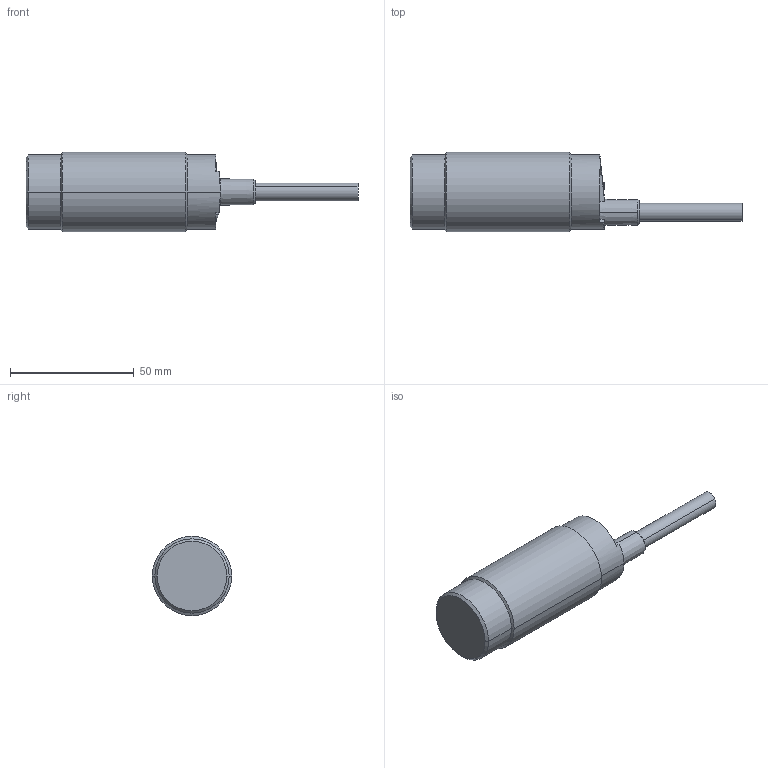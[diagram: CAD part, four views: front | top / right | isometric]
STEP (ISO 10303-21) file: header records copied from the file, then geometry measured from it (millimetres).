
FILE_DESCRIPTION(('Creo Elements/Direct Modeling STEP Export'),'2;1');
FILE_NAME('CA32CLN25BP.stp','2017-06-21T11:58:43',('Palle Edslev '),('EDSLEV A/S'),'Creo Elements/Direct Modeling STEP processor for AP214 (Solid Model)','Creo Elements/Direct Modeling 18.1H 24-Oct-2015 (C) Parametric Technology GmbH','');
FILE_SCHEMA(('AUTOMOTIVE_DESIGN { 1 0 10303 214 1 1 1 1 }'));
Length unit declared in the file: millimetre
Products named in the file (2): CA32CLN25BP
Assembly tree (1 placements, depth 2):
  CA32CLN25BP
    CA32CLN25BP
Bounding box: 134 x 32 x 32 mm (x, y, z)
Volume: 62060.5 mm3; surface area: 11278.2 mm2
Topology: 1 solids, 1 shells, 45 faces, 109 edges, 68 vertices
Faces by surface type: cone 16, plane 15, cylinder 10, bspline 2, sphere 2
Entity records: 2195 total; most frequent: CARTESIAN_POINT 1192, ORIENTED_EDGE 214, DIRECTION 170, EDGE_CURVE 107, VERTEX_POINT 68, AXIS2_PLACEMENT_3D 65, EDGE_LOOP 49, FACE_OUTER_BOUND 45
